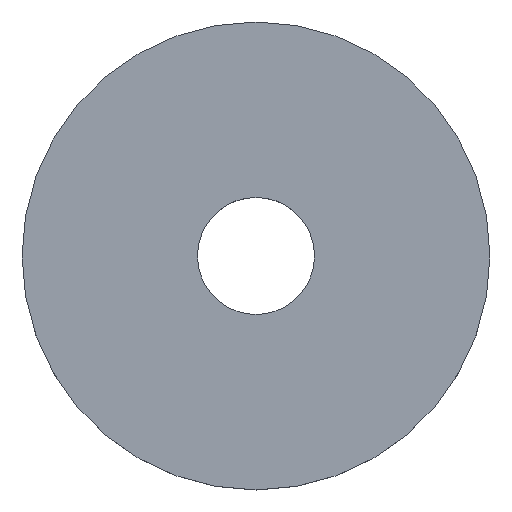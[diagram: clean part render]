
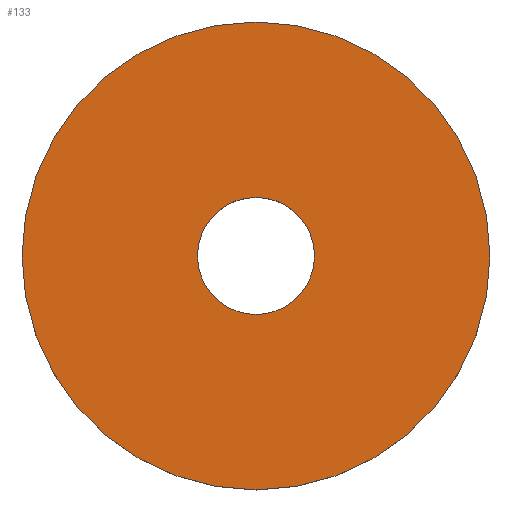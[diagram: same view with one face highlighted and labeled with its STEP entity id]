
A CAD part, top view. The second image highlights one B-rep face of the part: STEP entity #133.
In plain terms, the highlighted planar face has unit normal (0, 0, 1).
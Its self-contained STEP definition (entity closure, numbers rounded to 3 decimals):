
#9 = CARTESIAN_POINT ( 'NONE',  ( 0., 5., 4. ) ) ;
#10 = CIRCLE ( 'NONE', #69, 20. ) ;
#13 = DIRECTION ( 'NONE',  ( 0., 1., 0. ) ) ;
#16 = CARTESIAN_POINT ( 'NONE',  ( 0., 5., 4. ) ) ;
#18 = VERTEX_POINT ( 'NONE', #9 ) ;
#31 = FACE_BOUND ( 'NONE', #42, .T. ) ;
#42 = EDGE_LOOP ( 'NONE', ( #163 ) ) ;
#54 = DIRECTION ( 'NONE',  ( 0., 0., -1. ) ) ;
#55 = CIRCLE ( 'NONE', #98, 5. ) ;
#58 = FACE_OUTER_BOUND ( 'NONE', #67, .T. ) ;
#67 = EDGE_LOOP ( 'NONE', ( #68 ) ) ;
#68 = ORIENTED_EDGE ( 'NONE', *, *, #164, .F. ) ;
#69 = AXIS2_PLACEMENT_3D ( 'NONE', #165, #104, #115 ) ;
#81 = EDGE_CURVE ( 'NONE', #18, #18, #55, .T. ) ;
#86 = AXIS2_PLACEMENT_3D ( 'NONE', #16, #114, #125 ) ;
#88 = CARTESIAN_POINT ( 'NONE',  ( 0., 20., 4. ) ) ;
#97 = CARTESIAN_POINT ( 'NONE',  ( 0., 0., 4. ) ) ;
#98 = AXIS2_PLACEMENT_3D ( 'NONE', #97, #54, #13 ) ;
#104 = DIRECTION ( 'NONE',  ( 0., 0., -1. ) ) ;
#105 = VERTEX_POINT ( 'NONE', #88 ) ;
#114 = DIRECTION ( 'NONE',  ( 0., 0., 1. ) ) ;
#115 = DIRECTION ( 'NONE',  ( 0., 1., 0. ) ) ;
#125 = DIRECTION ( 'NONE',  ( 0., -1., 0. ) ) ;
#133 = ADVANCED_FACE ( 'NONE', ( #31, #58 ), #150, .T. ) ;
#150 = PLANE ( 'NONE',  #86 ) ;
#163 = ORIENTED_EDGE ( 'NONE', *, *, #81, .T. ) ;
#164 = EDGE_CURVE ( 'NONE', #105, #105, #10, .T. ) ;
#165 = CARTESIAN_POINT ( 'NONE',  ( 0., 0., 4. ) ) ;
